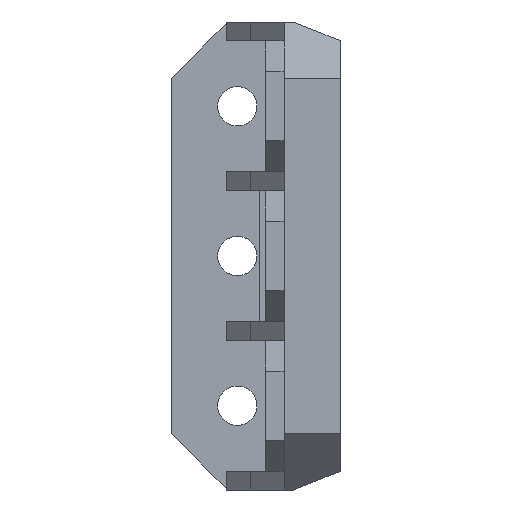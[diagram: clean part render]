
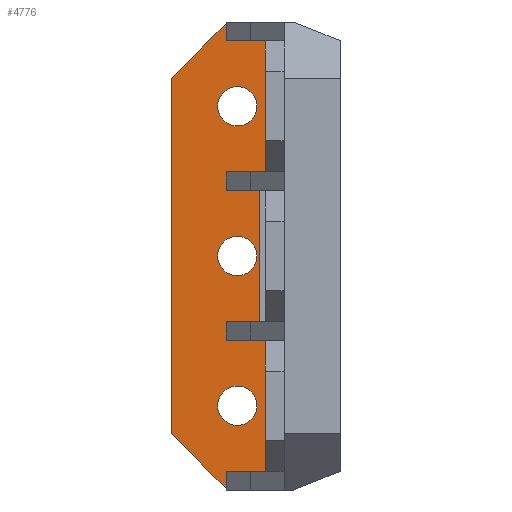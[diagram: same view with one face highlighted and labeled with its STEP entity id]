
A CAD part, left-side view. The second image highlights one B-rep face of the part: STEP entity #4776.
In plain terms, the highlighted planar face has unit normal (-1, 0, 0).
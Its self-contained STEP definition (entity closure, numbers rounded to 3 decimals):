
#1066=DIRECTION('',(0.,0.707,-0.707));
#1067=VECTOR('',#1066,4.101);
#1068=CARTESIAN_POINT('',(0.,6.1,12.4));
#1069=LINE('',#1068,#1067);
#1110=DIRECTION('',(0.,-0.707,-0.707));
#1111=VECTOR('',#1110,4.101);
#1112=CARTESIAN_POINT('',(0.,9.,-9.5));
#1113=LINE('',#1112,#1111);
#1114=CARTESIAN_POINT('',(0.,5.5,0.));
#1115=DIRECTION('',(1.,0.,0.));
#1116=DIRECTION('',(0.,0.,-1.));
#1117=AXIS2_PLACEMENT_3D('',#1114,#1115,#1116);
#1119=CARTESIAN_POINT('',(0.,5.5,0.));
#1120=DIRECTION('',(1.,0.,0.));
#1121=DIRECTION('',(0.,0.,1.));
#1122=AXIS2_PLACEMENT_3D('',#1119,#1120,#1121);
#1124=CARTESIAN_POINT('',(0.,5.5,-8.));
#1125=DIRECTION('',(1.,0.,0.));
#1126=DIRECTION('',(0.,0.,-1.));
#1127=AXIS2_PLACEMENT_3D('',#1124,#1125,#1126);
#1129=CARTESIAN_POINT('',(0.,5.5,-8.));
#1130=DIRECTION('',(1.,0.,0.));
#1131=DIRECTION('',(0.,0.,1.));
#1132=AXIS2_PLACEMENT_3D('',#1129,#1130,#1131);
#1134=CARTESIAN_POINT('',(0.,5.5,8.));
#1135=DIRECTION('',(1.,0.,0.));
#1136=DIRECTION('',(0.,0.,-1.));
#1137=AXIS2_PLACEMENT_3D('',#1134,#1135,#1136);
#1139=CARTESIAN_POINT('',(0.,5.5,8.));
#1140=DIRECTION('',(1.,0.,0.));
#1141=DIRECTION('',(0.,0.,1.));
#1142=AXIS2_PLACEMENT_3D('',#1139,#1140,#1141);
#1144=DIRECTION('',(0.,1.,0.));
#1145=VECTOR('',#1144,2.1);
#1146=CARTESIAN_POINT('',(0.,4.,11.5));
#1147=LINE('',#1146,#1145);
#1148=DIRECTION('',(0.,0.,-1.));
#1149=VECTOR('',#1148,7.);
#1150=CARTESIAN_POINT('',(0.,4.,11.5));
#1151=LINE('',#1150,#1149);
#1152=DIRECTION('',(0.,1.,0.));
#1153=VECTOR('',#1152,2.1);
#1154=CARTESIAN_POINT('',(0.,4.,4.5));
#1155=LINE('',#1154,#1153);
#1156=DIRECTION('',(0.,0.,-1.));
#1157=VECTOR('',#1156,1.);
#1158=CARTESIAN_POINT('',(0.,6.1,4.5));
#1159=LINE('',#1158,#1157);
#1160=DIRECTION('',(0.,1.,0.));
#1161=VECTOR('',#1160,2.1);
#1162=CARTESIAN_POINT('',(0.,4.,3.5));
#1163=LINE('',#1162,#1161);
#1164=DIRECTION('',(0.,0.,-1.));
#1165=VECTOR('',#1164,7.);
#1166=CARTESIAN_POINT('',(0.,4.,3.5));
#1167=LINE('',#1166,#1165);
#1168=DIRECTION('',(0.,1.,0.));
#1169=VECTOR('',#1168,2.1);
#1170=CARTESIAN_POINT('',(0.,4.,-3.5));
#1171=LINE('',#1170,#1169);
#1172=DIRECTION('',(0.,0.,-1.));
#1173=VECTOR('',#1172,1.);
#1174=CARTESIAN_POINT('',(0.,6.1,-3.5));
#1175=LINE('',#1174,#1173);
#1176=DIRECTION('',(0.,1.,0.));
#1177=VECTOR('',#1176,2.1);
#1178=CARTESIAN_POINT('',(0.,4.,-4.5));
#1179=LINE('',#1178,#1177);
#1180=DIRECTION('',(0.,0.,-1.));
#1181=VECTOR('',#1180,7.);
#1182=CARTESIAN_POINT('',(0.,4.,-4.5));
#1183=LINE('',#1182,#1181);
#1184=DIRECTION('',(0.,1.,0.));
#1185=VECTOR('',#1184,2.1);
#1186=CARTESIAN_POINT('',(0.,4.,-11.5));
#1187=LINE('',#1186,#1185);
#1188=DIRECTION('',(0.,0.,-1.));
#1189=VECTOR('',#1188,0.9);
#1190=CARTESIAN_POINT('',(0.,6.1,-11.5));
#1191=LINE('',#1190,#1189);
#1192=DIRECTION('',(0.,0.,1.));
#1193=VECTOR('',#1192,19.);
#1194=CARTESIAN_POINT('',(0.,9.,-9.5));
#1195=LINE('',#1194,#1193);
#1196=DIRECTION('',(0.,0.,-1.));
#1197=VECTOR('',#1196,0.9);
#1198=CARTESIAN_POINT('',(0.,6.1,12.4));
#1199=LINE('',#1198,#1197);
#2582=CARTESIAN_POINT('',(0.,5.5,-1.05));
#2583=CARTESIAN_POINT('',(0.,5.5,1.05));
#2584=VERTEX_POINT('',#2582);
#2585=VERTEX_POINT('',#2583);
#2586=CARTESIAN_POINT('',(0.,5.5,-9.05));
#2587=CARTESIAN_POINT('',(0.,5.5,-6.95));
#2588=VERTEX_POINT('',#2586);
#2589=VERTEX_POINT('',#2587);
#2590=CARTESIAN_POINT('',(0.,5.5,6.95));
#2591=CARTESIAN_POINT('',(0.,5.5,9.05));
#2592=VERTEX_POINT('',#2590);
#2593=VERTEX_POINT('',#2591);
#2606=CARTESIAN_POINT('',(0.,9.,9.5));
#2608=VERTEX_POINT('',#2606);
#2612=CARTESIAN_POINT('',(0.,9.,-9.5));
#2614=VERTEX_POINT('',#2612);
#2638=CARTESIAN_POINT('',(0.,4.,11.5));
#2640=VERTEX_POINT('',#2638);
#2642=CARTESIAN_POINT('',(0.,4.,-11.5));
#2644=VERTEX_POINT('',#2642);
#2646=CARTESIAN_POINT('',(0.,4.,3.5));
#2648=VERTEX_POINT('',#2646);
#2650=CARTESIAN_POINT('',(0.,4.,4.5));
#2652=VERTEX_POINT('',#2650);
#2654=CARTESIAN_POINT('',(0.,4.,-4.5));
#2656=VERTEX_POINT('',#2654);
#2658=CARTESIAN_POINT('',(0.,4.,-3.5));
#2660=VERTEX_POINT('',#2658);
#2674=CARTESIAN_POINT('',(0.,6.1,12.4));
#2675=CARTESIAN_POINT('',(0.,6.1,11.5));
#2676=VERTEX_POINT('',#2674);
#2677=VERTEX_POINT('',#2675);
#2678=CARTESIAN_POINT('',(0.,6.1,4.5));
#2679=CARTESIAN_POINT('',(0.,6.1,3.5));
#2680=VERTEX_POINT('',#2678);
#2681=VERTEX_POINT('',#2679);
#2682=CARTESIAN_POINT('',(0.,6.1,-3.5));
#2683=CARTESIAN_POINT('',(0.,6.1,-4.5));
#2684=VERTEX_POINT('',#2682);
#2685=VERTEX_POINT('',#2683);
#2686=CARTESIAN_POINT('',(0.,6.1,-11.5));
#2687=CARTESIAN_POINT('',(0.,6.1,-12.4));
#2688=VERTEX_POINT('',#2686);
#2689=VERTEX_POINT('',#2687);
#4729=CARTESIAN_POINT('',(0.,0.,0.));
#4730=DIRECTION('',(1.,0.,0.));
#4731=DIRECTION('',(0.,-1.,0.));
#4732=AXIS2_PLACEMENT_3D('',#4729,#4730,#4731);
#4733=PLANE('',#4732);
#4734=ORIENTED_EDGE('',*,*,#4363,.F.);
#4736=ORIENTED_EDGE('',*,*,#4735,.T.);
#4738=ORIENTED_EDGE('',*,*,#4737,.T.);
#4739=ORIENTED_EDGE('',*,*,#4665,.T.);
#4741=ORIENTED_EDGE('',*,*,#4740,.F.);
#4743=ORIENTED_EDGE('',*,*,#4742,.T.);
#4745=ORIENTED_EDGE('',*,*,#4744,.T.);
#4746=ORIENTED_EDGE('',*,*,#4680,.T.);
#4747=ORIENTED_EDGE('',*,*,#4157,.F.);
#4749=ORIENTED_EDGE('',*,*,#4748,.T.);
#4750=ORIENTED_EDGE('',*,*,#4243,.T.);
#4751=ORIENTED_EDGE('',*,*,#4639,.T.);
#4752=ORIENTED_EDGE('',*,*,#4711,.F.);
#4753=ORIENTED_EDGE('',*,*,#4721,.T.);
#4754=ORIENTED_EDGE('',*,*,#4610,.F.);
#4755=ORIENTED_EDGE('',*,*,#4654,.T.);
#4756=EDGE_LOOP('',(#4734,#4736,#4738,#4739,#4741,#4743,#4745,#4746,#4747,#4749,
#4750,#4751,#4752,#4753,#4754,#4755));
#4757=FACE_OUTER_BOUND('',#4756,.F.);
#4759=ORIENTED_EDGE('',*,*,#4758,.F.);
#4761=ORIENTED_EDGE('',*,*,#4760,.F.);
#4762=EDGE_LOOP('',(#4759,#4761));
#4763=FACE_BOUND('',#4762,.F.);
#4765=ORIENTED_EDGE('',*,*,#4764,.F.);
#4767=ORIENTED_EDGE('',*,*,#4766,.F.);
#4768=EDGE_LOOP('',(#4765,#4767));
#4769=FACE_BOUND('',#4768,.F.);
#4771=ORIENTED_EDGE('',*,*,#4770,.F.);
#4773=ORIENTED_EDGE('',*,*,#4772,.F.);
#4774=EDGE_LOOP('',(#4771,#4773));
#4775=FACE_BOUND('',#4774,.F.);
#4776=ADVANCED_FACE('',(#4757,#4763,#4769,#4775),#4733,.F.);
#1118=CIRCLE('',#1117,1.05);
#1123=CIRCLE('',#1122,1.05);
#1128=CIRCLE('',#1127,1.05);
#1133=CIRCLE('',#1132,1.05);
#1138=CIRCLE('',#1137,1.05);
#1143=CIRCLE('',#1142,1.05);
#4157=EDGE_CURVE('',#2656,#2685,#1179,.T.);
#4243=EDGE_CURVE('',#2644,#2688,#1187,.T.);
#4363=EDGE_CURVE('',#2640,#2677,#1147,.T.);
#4610=EDGE_CURVE('',#2676,#2608,#1069,.T.);
#4639=EDGE_CURVE('',#2688,#2689,#1191,.T.);
#4654=EDGE_CURVE('',#2676,#2677,#1199,.T.);
#4665=EDGE_CURVE('',#2680,#2681,#1159,.T.);
#4680=EDGE_CURVE('',#2684,#2685,#1175,.T.);
#4711=EDGE_CURVE('',#2614,#2689,#1113,.T.);
#4721=EDGE_CURVE('',#2614,#2608,#1195,.T.);
#4735=EDGE_CURVE('',#2640,#2652,#1151,.T.);
#4737=EDGE_CURVE('',#2652,#2680,#1155,.T.);
#4740=EDGE_CURVE('',#2648,#2681,#1163,.T.);
#4742=EDGE_CURVE('',#2648,#2660,#1167,.T.);
#4744=EDGE_CURVE('',#2660,#2684,#1171,.T.);
#4748=EDGE_CURVE('',#2656,#2644,#1183,.T.);
#4758=EDGE_CURVE('',#2584,#2585,#1118,.T.);
#4760=EDGE_CURVE('',#2585,#2584,#1123,.T.);
#4764=EDGE_CURVE('',#2588,#2589,#1128,.T.);
#4766=EDGE_CURVE('',#2589,#2588,#1133,.T.);
#4770=EDGE_CURVE('',#2592,#2593,#1138,.T.);
#4772=EDGE_CURVE('',#2593,#2592,#1143,.T.);
